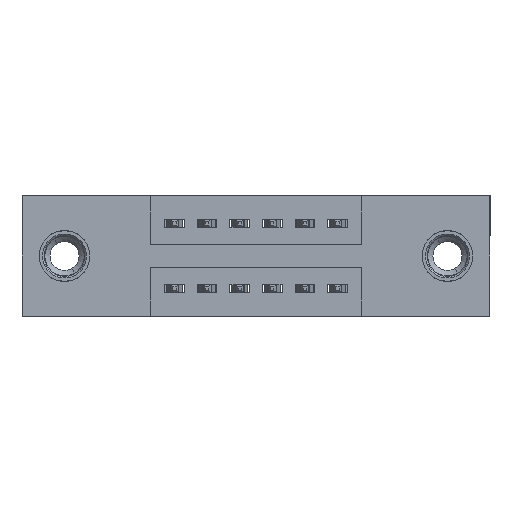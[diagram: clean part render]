
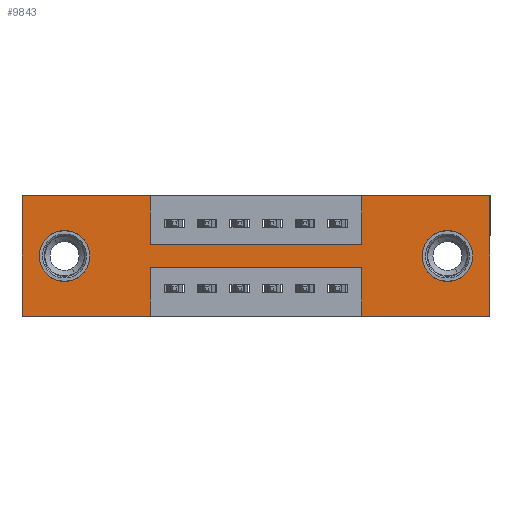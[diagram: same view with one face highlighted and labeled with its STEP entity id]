
A CAD part, front view. The second image highlights one B-rep face of the part: STEP entity #9843.
In plain terms, the highlighted planar face has unit normal (0, -1, 0).
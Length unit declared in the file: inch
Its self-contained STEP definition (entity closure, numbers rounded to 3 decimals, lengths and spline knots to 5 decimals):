
#57 = CARTESIAN_POINT ( 'NONE',  ( 1.0425, 0., 0. ) ) ;
#61 = EDGE_LOOP ( 'NONE', ( #223, #113 ) ) ;
#113 = ORIENTED_EDGE ( 'NONE', *, *, #9936, .T. ) ;
#115 = CARTESIAN_POINT ( 'NONE',  ( 0., 0., -0.37 ) ) ;
#223 = ORIENTED_EDGE ( 'NONE', *, *, #304, .T. ) ;
#304 = EDGE_CURVE ( 'NONE', #7941, #3251, #4786, .T. ) ;
#354 = VECTOR ( 'NONE', #9598, 39.37008 ) ;
#384 = DIRECTION ( 'NONE',  ( 0., 0., 1. ) ) ;
#399 = EDGE_CURVE ( 'NONE', #9286, #10242, #6029, .T. ) ;
#445 = CARTESIAN_POINT ( 'NONE',  ( 0.3925, 0., -0.15 ) ) ;
#462 = DIRECTION ( 'NONE',  ( -1., 0., 0. ) ) ;
#494 = DIRECTION ( 'NONE',  ( 1., 0., 0. ) ) ;
#531 = ORIENTED_EDGE ( 'NONE', *, *, #7838, .T. ) ;
#568 = VECTOR ( 'NONE', #3059, 39.37008 ) ;
#775 = ORIENTED_EDGE ( 'NONE', *, *, #8796, .F. ) ;
#791 = DIRECTION ( 'NONE',  ( 0., 0., -1. ) ) ;
#934 = EDGE_CURVE ( 'NONE', #6122, #5202, #3020, .T. ) ;
#945 = PLANE ( 'NONE',  #10507 ) ;
#1025 = ORIENTED_EDGE ( 'NONE', *, *, #8040, .F. ) ;
#1026 = VERTEX_POINT ( 'NONE', #5380 ) ;
#1186 = CARTESIAN_POINT ( 'NONE',  ( 1.0425, 0., -0.15 ) ) ;
#1453 = ORIENTED_EDGE ( 'NONE', *, *, #5308, .T. ) ;
#1529 = CARTESIAN_POINT ( 'NONE',  ( 1.0425, 0., 0. ) ) ;
#1575 = LINE ( 'NONE', #9606, #6141 ) ;
#1577 = ORIENTED_EDGE ( 'NONE', *, *, #934, .F. ) ;
#1606 = CARTESIAN_POINT ( 'NONE',  ( 0.3925, 0., -0.37 ) ) ;
#1694 = CARTESIAN_POINT ( 'NONE',  ( 0.3925, 0., 0. ) ) ;
#1849 = VECTOR ( 'NONE', #10416, 39.37008 ) ;
#2005 = CARTESIAN_POINT ( 'NONE',  ( 0.3925, 0., -0.15 ) ) ;
#2316 = CARTESIAN_POINT ( 'NONE',  ( 1.435, 0., 0. ) ) ;
#2411 = VERTEX_POINT ( 'NONE', #2005 ) ;
#2583 = LINE ( 'NONE', #9464, #6888 ) ;
#2605 = ORIENTED_EDGE ( 'NONE', *, *, #399, .F. ) ;
#2691 = FACE_BOUND ( 'NONE', #4517, .T. ) ;
#2717 = VECTOR ( 'NONE', #3707, 39.37008 ) ;
#2753 = VERTEX_POINT ( 'NONE', #8852 ) ;
#2755 = CARTESIAN_POINT ( 'NONE',  ( 0., 0., -0.37 ) ) ;
#2809 = CARTESIAN_POINT ( 'NONE',  ( 0., 0., -0.37 ) ) ;
#2831 = CARTESIAN_POINT ( 'NONE',  ( 0., 0., 0. ) ) ;
#3020 = LINE ( 'NONE', #57, #2717 ) ;
#3036 = LINE ( 'NONE', #7445, #9992 ) ;
#3059 = DIRECTION ( 'NONE',  ( 0., 0., -1. ) ) ;
#3178 = CARTESIAN_POINT ( 'NONE',  ( 0.3925, 0., -0.37 ) ) ;
#3251 = VERTEX_POINT ( 'NONE', #9552 ) ;
#3262 = CARTESIAN_POINT ( 'NONE',  ( 0.13, 0., -0.185 ) ) ;
#3601 = CARTESIAN_POINT ( 'NONE',  ( 1.305, 0., -0.185 ) ) ;
#3707 = DIRECTION ( 'NONE',  ( 0., 0., 1. ) ) ;
#3892 = EDGE_CURVE ( 'NONE', #5253, #9286, #6682, .T. ) ;
#3903 = VERTEX_POINT ( 'NONE', #5937 ) ;
#3949 = ORIENTED_EDGE ( 'NONE', *, *, #5133, .F. ) ;
#3990 = DIRECTION ( 'NONE',  ( 0., 0., 1. ) ) ;
#4010 = CIRCLE ( 'NONE', #11685, 0.078 ) ;
#4517 = EDGE_LOOP ( 'NONE', ( #1453, #531 ) ) ;
#4536 = EDGE_CURVE ( 'NONE', #2411, #6122, #11156, .T. ) ;
#4540 = DIRECTION ( 'NONE',  ( 0., 0., -1. ) ) ;
#4640 = DIRECTION ( 'NONE',  ( 0., -1., 0. ) ) ;
#4752 = CARTESIAN_POINT ( 'NONE',  ( 0.13, 0., -0.185 ) ) ;
#4786 = CIRCLE ( 'NONE', #5432, 0.078 ) ;
#4788 = VERTEX_POINT ( 'NONE', #6417 ) ;
#4814 = ORIENTED_EDGE ( 'NONE', *, *, #9554, .F. ) ;
#4942 = ORIENTED_EDGE ( 'NONE', *, *, #9520, .F. ) ;
#5080 = VERTEX_POINT ( 'NONE', #7710 ) ;
#5133 = EDGE_CURVE ( 'NONE', #3903, #5080, #10037, .T. ) ;
#5163 = FACE_OUTER_BOUND ( 'NONE', #8190, .T. ) ;
#5202 = VERTEX_POINT ( 'NONE', #1529 ) ;
#5253 = VERTEX_POINT ( 'NONE', #1606 ) ;
#5268 = DIRECTION ( 'NONE',  ( 0., 1., 0. ) ) ;
#5279 = DIRECTION ( 'NONE',  ( 0., 0., 1. ) ) ;
#5308 = EDGE_CURVE ( 'NONE', #4788, #7576, #5381, .T. ) ;
#5380 = CARTESIAN_POINT ( 'NONE',  ( 1.0425, 0., -0.37 ) ) ;
#5381 = CIRCLE ( 'NONE', #10258, 0.078 ) ;
#5432 = AXIS2_PLACEMENT_3D ( 'NONE', #3262, #5268, #5279 ) ;
#5486 = DIRECTION ( 'NONE',  ( -1., 0., 0. ) ) ;
#5654 = DIRECTION ( 'NONE',  ( 0., 0., 1. ) ) ;
#5782 = CARTESIAN_POINT ( 'NONE',  ( 0.3925, 0., 0. ) ) ;
#5937 = CARTESIAN_POINT ( 'NONE',  ( 1.435, 0., 0. ) ) ;
#5994 = EDGE_CURVE ( 'NONE', #5080, #1026, #9465, .T. ) ;
#6029 = LINE ( 'NONE', #2831, #8724 ) ;
#6122 = VERTEX_POINT ( 'NONE', #1186 ) ;
#6141 = VECTOR ( 'NONE', #494, 39.37008 ) ;
#6255 = DIRECTION ( 'NONE',  ( 0., 1., 0. ) ) ;
#6417 = CARTESIAN_POINT ( 'NONE',  ( 1.305, 0., -0.107 ) ) ;
#6682 = LINE ( 'NONE', #9538, #10880 ) ;
#6788 = VECTOR ( 'NONE', #8282, 39.37008 ) ;
#6888 = VECTOR ( 'NONE', #384, 39.37008 ) ;
#7286 = EDGE_CURVE ( 'NONE', #10984, #2753, #10982, .T. ) ;
#7297 = CARTESIAN_POINT ( 'NONE',  ( 1.0425, 0., -0.22 ) ) ;
#7445 = CARTESIAN_POINT ( 'NONE',  ( 0., 0., 0. ) ) ;
#7576 = VERTEX_POINT ( 'NONE', #11199 ) ;
#7710 = CARTESIAN_POINT ( 'NONE',  ( 1.435, 0., -0.37 ) ) ;
#7838 = EDGE_CURVE ( 'NONE', #7576, #4788, #9867, .T. ) ;
#7941 = VERTEX_POINT ( 'NONE', #9973 ) ;
#8040 = EDGE_CURVE ( 'NONE', #10242, #9741, #3036, .T. ) ;
#8054 = VECTOR ( 'NONE', #5486, 39.37008 ) ;
#8190 = EDGE_LOOP ( 'NONE', ( #4942, #9339, #775, #9378, #3949, #4814, #1577, #10800, #9721, #1025, #2605, #10153 ) ) ;
#8282 = DIRECTION ( 'NONE',  ( -1., 0., 0. ) ) ;
#8721 = CARTESIAN_POINT ( 'NONE',  ( 0., 0., 0. ) ) ;
#8724 = VECTOR ( 'NONE', #3990, 39.37008 ) ;
#8796 = EDGE_CURVE ( 'NONE', #1026, #10984, #2583, .T. ) ;
#8852 = CARTESIAN_POINT ( 'NONE',  ( 0.3925, 0., -0.22 ) ) ;
#9112 = LINE ( 'NONE', #3178, #1849 ) ;
#9286 = VERTEX_POINT ( 'NONE', #115 ) ;
#9339 = ORIENTED_EDGE ( 'NONE', *, *, #7286, .F. ) ;
#9349 = VECTOR ( 'NONE', #9523, 39.37008 ) ;
#9378 = ORIENTED_EDGE ( 'NONE', *, *, #5994, .F. ) ;
#9438 = EDGE_CURVE ( 'NONE', #9741, #2411, #10237, .T. ) ;
#9464 = CARTESIAN_POINT ( 'NONE',  ( 1.0425, 0., -0.37 ) ) ;
#9465 = LINE ( 'NONE', #2809, #6788 ) ;
#9520 = EDGE_CURVE ( 'NONE', #2753, #5253, #9112, .T. ) ;
#9523 = DIRECTION ( 'NONE',  ( 1., 0., 0. ) ) ;
#9538 = CARTESIAN_POINT ( 'NONE',  ( 0., 0., -0.37 ) ) ;
#9552 = CARTESIAN_POINT ( 'NONE',  ( 0.13, 0., -0.263 ) ) ;
#9554 = EDGE_CURVE ( 'NONE', #5202, #3903, #1575, .T. ) ;
#9598 = DIRECTION ( 'NONE',  ( 0., 0., -1. ) ) ;
#9606 = CARTESIAN_POINT ( 'NONE',  ( 0., 0., 0. ) ) ;
#9675 = FACE_BOUND ( 'NONE', #61, .T. ) ;
#9684 = AXIS2_PLACEMENT_3D ( 'NONE', #11610, #6255, #791 ) ;
#9721 = ORIENTED_EDGE ( 'NONE', *, *, #9438, .F. ) ;
#9741 = VERTEX_POINT ( 'NONE', #1694 ) ;
#9843 = ADVANCED_FACE ( 'NONE', ( #2691, #9675, #5163 ), #945, .T. ) ;
#9867 = CIRCLE ( 'NONE', #9684, 0.078 ) ;
#9936 = EDGE_CURVE ( 'NONE', #3251, #7941, #4010, .T. ) ;
#9937 = DIRECTION ( 'NONE',  ( 0., 1., 0. ) ) ;
#9973 = CARTESIAN_POINT ( 'NONE',  ( 0.13, 0., -0.107 ) ) ;
#9974 = CARTESIAN_POINT ( 'NONE',  ( 0.3925, 0., -0.22 ) ) ;
#9992 = VECTOR ( 'NONE', #10151, 39.37008 ) ;
#10037 = LINE ( 'NONE', #2316, #354 ) ;
#10151 = DIRECTION ( 'NONE',  ( 1., 0., 0. ) ) ;
#10153 = ORIENTED_EDGE ( 'NONE', *, *, #3892, .F. ) ;
#10237 = LINE ( 'NONE', #5782, #568 ) ;
#10242 = VERTEX_POINT ( 'NONE', #8721 ) ;
#10258 = AXIS2_PLACEMENT_3D ( 'NONE', #3601, #9937, #4540 ) ;
#10416 = DIRECTION ( 'NONE',  ( 0., 0., -1. ) ) ;
#10507 = AXIS2_PLACEMENT_3D ( 'NONE', #2755, #4640, #10913 ) ;
#10800 = ORIENTED_EDGE ( 'NONE', *, *, #4536, .F. ) ;
#10880 = VECTOR ( 'NONE', #462, 39.37008 ) ;
#10913 = DIRECTION ( 'NONE',  ( 0., 0., -1. ) ) ;
#10982 = LINE ( 'NONE', #9974, #8054 ) ;
#10984 = VERTEX_POINT ( 'NONE', #7297 ) ;
#11029 = DIRECTION ( 'NONE',  ( 0., 1., 0. ) ) ;
#11156 = LINE ( 'NONE', #445, #9349 ) ;
#11199 = CARTESIAN_POINT ( 'NONE',  ( 1.305, 0., -0.263 ) ) ;
#11610 = CARTESIAN_POINT ( 'NONE',  ( 1.305, 0., -0.185 ) ) ;
#11685 = AXIS2_PLACEMENT_3D ( 'NONE', #4752, #11029, #5654 ) ;
